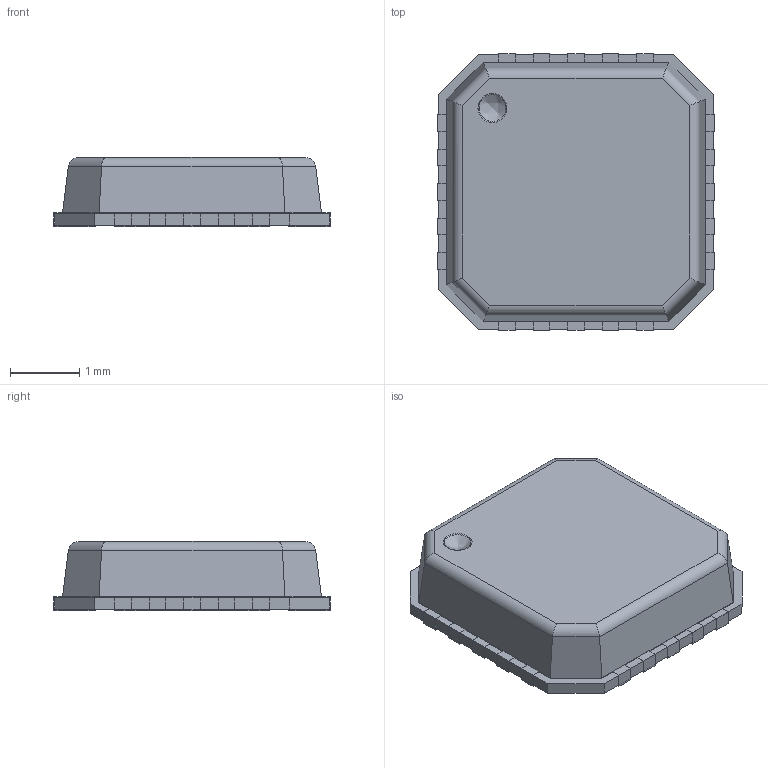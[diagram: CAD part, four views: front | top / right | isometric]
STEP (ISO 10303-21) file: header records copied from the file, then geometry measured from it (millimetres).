
FILE_DESCRIPTION (( 'STEP AP214' ), '1' );
FILE_NAME ('User Library-LFCSP-20.STEP', '2016-03-05T06:13:20', ( 'Windows User' ), ( '' ), 'SwSTEP 2.0', 'SolidWorks 2016', '' );
FILE_SCHEMA (( 'AUTOMOTIVE_DESIGN' ));
Length unit declared in the file: millimetre
Products named in the file (5): User Library-LFCSP-20_LFCSP_20020; User Library-LFCSP-20_Fillet007; User Library-LFCSP-20_Fillet003; User Library-LFCSP-20_Fillet009; User Library-LFCSP-20
Assembly tree (4 placements, depth 2):
  User Library-LFCSP-20
    User Library-LFCSP-20_Fillet009
    User Library-LFCSP-20_Fillet003
    User Library-LFCSP-20_Fillet007
    User Library-LFCSP-20_LFCSP_20020
Bounding box: 4 x 4 x 1 mm (x, y, z)
Volume: 14.2 mm3; surface area: 89.7 mm2
Topology: 23 solids, 23 shells, 209 faces, 470 edges, 308 vertices
Faces by surface type: plane 154, cylinder 52, bspline 3
Entity records: 8597 total; most frequent: CARTESIAN_POINT 1209, DIRECTION 970, ORIENTED_EDGE 940, EDGE_CURVE 470, VECTOR 368, LINE 368, VERTEX_POINT 308, AXIS2_PLACEMENT_3D 301
